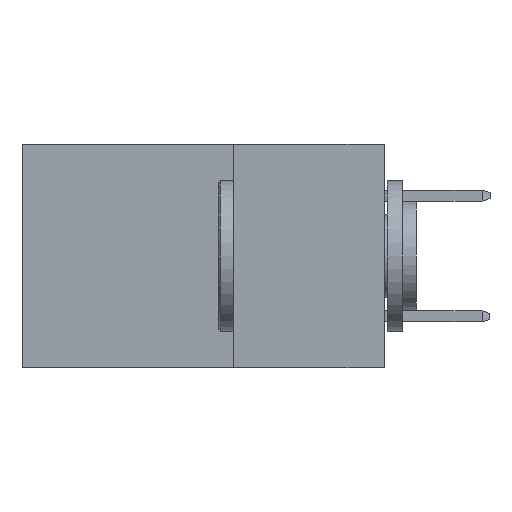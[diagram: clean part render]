
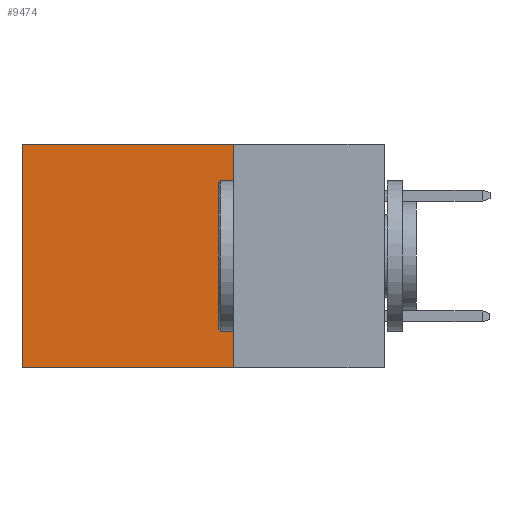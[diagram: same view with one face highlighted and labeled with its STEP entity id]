
A CAD part, left-side view. The second image highlights one B-rep face of the part: STEP entity #9474.
In plain terms, the highlighted planar face has unit normal (-1, 0, 0).
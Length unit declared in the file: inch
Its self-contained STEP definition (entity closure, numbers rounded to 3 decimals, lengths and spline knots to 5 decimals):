
#194 = VERTEX_POINT ( 'NONE', #1461 ) ;
#682 = VERTEX_POINT ( 'NONE', #6943 ) ;
#1040 = ORIENTED_EDGE ( 'NONE', *, *, #5198, .F. ) ;
#1352 = ORIENTED_EDGE ( 'NONE', *, *, #6153, .T. ) ;
#1461 = CARTESIAN_POINT ( 'NONE',  ( 0.298, 0.6, -0.37 ) ) ;
#1662 = DIRECTION ( 'NONE',  ( 0., 1., 0. ) ) ;
#2595 = CARTESIAN_POINT ( 'NONE',  ( 0.298, 0.25, 0. ) ) ;
#3899 = AXIS2_PLACEMENT_3D ( 'NONE', #6086, #4196, #10462 ) ;
#4196 = DIRECTION ( 'NONE',  ( 1., 0., 0. ) ) ;
#4673 = CARTESIAN_POINT ( 'NONE',  ( 0.298, 0.25, 0. ) ) ;
#4737 = CARTESIAN_POINT ( 'NONE',  ( 0.298, 0.6, 0. ) ) ;
#5198 = EDGE_CURVE ( 'NONE', #8448, #682, #8384, .T. ) ;
#5589 = EDGE_CURVE ( 'NONE', #682, #194, #8738, .T. ) ;
#5712 = DIRECTION ( 'NONE',  ( 0., 0., -1. ) ) ;
#6017 = ORIENTED_EDGE ( 'NONE', *, *, #5589, .F. ) ;
#6086 = CARTESIAN_POINT ( 'NONE',  ( 0.298, 0.25, 0. ) ) ;
#6153 = EDGE_CURVE ( 'NONE', #8448, #9693, #10325, .T. ) ;
#6178 = DIRECTION ( 'NONE',  ( 0., 1., 0. ) ) ;
#6554 = CARTESIAN_POINT ( 'NONE',  ( 0.298, 0.6, 0. ) ) ;
#6634 = EDGE_CURVE ( 'NONE', #9693, #194, #9403, .T. ) ;
#6943 = CARTESIAN_POINT ( 'NONE',  ( 0.298, 0.25, -0.37 ) ) ;
#7874 = DIRECTION ( 'NONE',  ( 0., 0., -1. ) ) ;
#7975 = FACE_OUTER_BOUND ( 'NONE', #8885, .T. ) ;
#8384 = LINE ( 'NONE', #8716, #8658 ) ;
#8448 = VERTEX_POINT ( 'NONE', #2595 ) ;
#8658 = VECTOR ( 'NONE', #7874, 39.37008 ) ;
#8716 = CARTESIAN_POINT ( 'NONE',  ( 0.298, 0.25, 0. ) ) ;
#8738 = LINE ( 'NONE', #9271, #10722 ) ;
#8885 = EDGE_LOOP ( 'NONE', ( #10376, #6017, #1040, #1352 ) ) ;
#9126 = VECTOR ( 'NONE', #5712, 39.37008 ) ;
#9271 = CARTESIAN_POINT ( 'NONE',  ( 0.298, 0.25, -0.37 ) ) ;
#9403 = LINE ( 'NONE', #4737, #9126 ) ;
#9474 = ADVANCED_FACE ( 'NONE', ( #7975 ), #9628, .F. ) ;
#9628 = PLANE ( 'NONE',  #3899 ) ;
#9693 = VERTEX_POINT ( 'NONE', #6554 ) ;
#10047 = VECTOR ( 'NONE', #1662, 39.37008 ) ;
#10325 = LINE ( 'NONE', #4673, #10047 ) ;
#10376 = ORIENTED_EDGE ( 'NONE', *, *, #6634, .T. ) ;
#10462 = DIRECTION ( 'NONE',  ( 0., 0., -1. ) ) ;
#10722 = VECTOR ( 'NONE', #6178, 39.37008 ) ;
